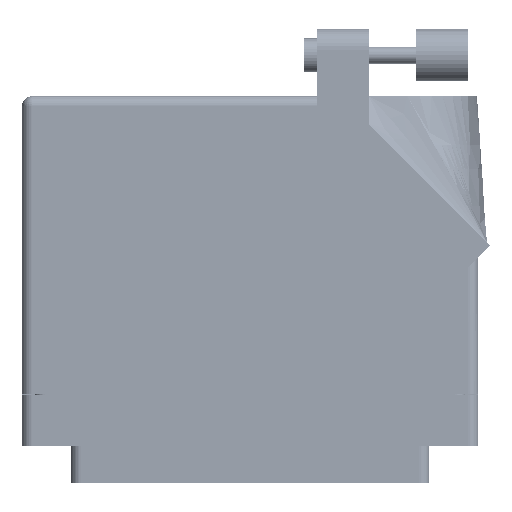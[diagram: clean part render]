
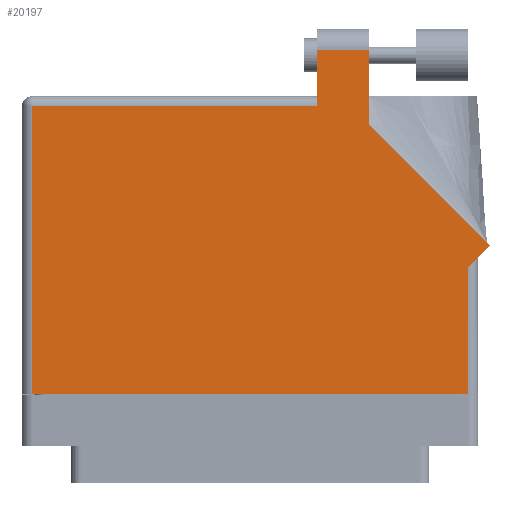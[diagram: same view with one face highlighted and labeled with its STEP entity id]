
A CAD part, front view. The second image highlights one B-rep face of the part: STEP entity #20197.
In plain terms, the highlighted face is planar.
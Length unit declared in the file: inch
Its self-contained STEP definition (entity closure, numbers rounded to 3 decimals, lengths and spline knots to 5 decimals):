
#113 = VERTEX_POINT ( 'NONE', #38245 ) ;
#381 = DIRECTION ( 'NONE',  ( 0., 1., 0. ) ) ;
#655 = DIRECTION ( 'NONE',  ( -1., 0., 0. ) ) ;
#1730 = DIRECTION ( 'NONE',  ( 0., -1., 0. ) ) ;
#2542 = LINE ( 'NONE', #63922, #72955 ) ;
#3574 = CARTESIAN_POINT ( 'NONE',  ( 0.399, 1.613, 0.617 ) ) ;
#3656 = LINE ( 'NONE', #50916, #23278 ) ;
#5150 = ORIENTED_EDGE ( 'NONE', *, *, #71214, .T. ) ;
#5233 = CARTESIAN_POINT ( 'NONE',  ( 0.706, 1.50942, 0.617 ) ) ;
#5509 = ORIENTED_EDGE ( 'NONE', *, *, #20842, .T. ) ;
#7267 = ORIENTED_EDGE ( 'NONE', *, *, #56386, .T. ) ;
#8261 = CARTESIAN_POINT ( 'NONE',  ( -1.359, 1.675, 0.617 ) ) ;
#8605 = VERTEX_POINT ( 'NONE', #50368 ) ;
#9072 = VECTOR ( 'NONE', #381, 39.37008 ) ;
#10023 = LINE ( 'NONE', #34964, #9072 ) ;
#10783 = EDGE_CURVE ( 'NONE', #69991, #61612, #2542, .T. ) ;
#11398 = DIRECTION ( 'NONE',  ( -0.707, 0.707, 0. ) ) ;
#11402 = CARTESIAN_POINT ( 'NONE',  ( -1.297, -0.1, 0.617 ) ) ;
#11560 = VECTOR ( 'NONE', #44523, 39.37008 ) ;
#11751 = CARTESIAN_POINT ( 'NONE',  ( 1.359, 0.715, 0.617 ) ) ;
#12538 = PLANE ( 'NONE',  #34486 ) ;
#13539 = DIRECTION ( 'NONE',  ( 0., 0., -1. ) ) ;
#13690 = EDGE_CURVE ( 'NONE', #42001, #113, #43176, .T. ) ;
#15336 = EDGE_CURVE ( 'NONE', #113, #8605, #10023, .T. ) ;
#15563 = ORIENTED_EDGE ( 'NONE', *, *, #15336, .T. ) ;
#18131 = CARTESIAN_POINT ( 'NONE',  ( -1.359, 1.613, 0.617 ) ) ;
#20197 = ADVANCED_FACE ( 'NONE', ( #27677 ), #12538, .F. ) ;
#20842 = EDGE_CURVE ( 'NONE', #8605, #73882, #34707, .T. ) ;
#22603 = DIRECTION ( 'NONE',  ( 0., -1., 0. ) ) ;
#23278 = VECTOR ( 'NONE', #11398, 39.37008 ) ;
#25186 = LINE ( 'NONE', #18131, #40242 ) ;
#26163 = EDGE_CURVE ( 'NONE', #53378, #42001, #32601, .T. ) ;
#27677 = FACE_OUTER_BOUND ( 'NONE', #65025, .T. ) ;
#29948 = EDGE_CURVE ( 'NONE', #61612, #54857, #58850, .T. ) ;
#32601 = LINE ( 'NONE', #11402, #47734 ) ;
#34486 = AXIS2_PLACEMENT_3D ( 'NONE', #8261, #13539, #37374 ) ;
#34707 = LINE ( 'NONE', #11751, #72200 ) ;
#34964 = CARTESIAN_POINT ( 'NONE',  ( 1.297, 0.715, 0.617 ) ) ;
#37248 = CARTESIAN_POINT ( 'NONE',  ( 1.42971, 0.78571, 0.617 ) ) ;
#37374 = DIRECTION ( 'NONE',  ( -1., 0., 0. ) ) ;
#38245 = CARTESIAN_POINT ( 'NONE',  ( 1.297, -0.1, 0.617 ) ) ;
#40242 = VECTOR ( 'NONE', #40960, 39.37008 ) ;
#40288 = DIRECTION ( 'NONE',  ( 0.707, 0.707, 0. ) ) ;
#40960 = DIRECTION ( 'NONE',  ( -1., 0., 0. ) ) ;
#41959 = ORIENTED_EDGE ( 'NONE', *, *, #26163, .T. ) ;
#42001 = VERTEX_POINT ( 'NONE', #42557 ) ;
#42413 = ORIENTED_EDGE ( 'NONE', *, *, #53745, .T. ) ;
#42557 = CARTESIAN_POINT ( 'NONE',  ( -1.297, -0.1, 0.617 ) ) ;
#42751 = VECTOR ( 'NONE', #1730, 39.37008 ) ;
#43176 = LINE ( 'NONE', #51392, #69095 ) ;
#44523 = DIRECTION ( 'NONE',  ( 0., 1., 0. ) ) ;
#47734 = VECTOR ( 'NONE', #22603, 39.37008 ) ;
#48118 = ORIENTED_EDGE ( 'NONE', *, *, #13690, .T. ) ;
#48160 = CARTESIAN_POINT ( 'NONE',  ( 0.399, 1.675, 0.617 ) ) ;
#48400 = ORIENTED_EDGE ( 'NONE', *, *, #10783, .T. ) ;
#50368 = CARTESIAN_POINT ( 'NONE',  ( 1.297, 0.653, 0.617 ) ) ;
#50386 = DIRECTION ( 'NONE',  ( 1., 0., 0. ) ) ;
#50916 = CARTESIAN_POINT ( 'NONE',  ( 1.42971, 0.78571, 0.617 ) ) ;
#51392 = CARTESIAN_POINT ( 'NONE',  ( -1.359, -0.1, 0.617 ) ) ;
#53378 = VERTEX_POINT ( 'NONE', #63491 ) ;
#53530 = VERTEX_POINT ( 'NONE', #59993 ) ;
#53745 = EDGE_CURVE ( 'NONE', #73882, #53530, #3656, .T. ) ;
#54857 = VERTEX_POINT ( 'NONE', #3574 ) ;
#56386 = EDGE_CURVE ( 'NONE', #53530, #69991, #69406, .T. ) ;
#57736 = CARTESIAN_POINT ( 'NONE',  ( 0.706, 1.95, 0.617 ) ) ;
#58850 = LINE ( 'NONE', #48160, #42751 ) ;
#59993 = CARTESIAN_POINT ( 'NONE',  ( 0.706, 1.50942, 0.617 ) ) ;
#61612 = VERTEX_POINT ( 'NONE', #65859 ) ;
#63491 = CARTESIAN_POINT ( 'NONE',  ( -1.297, 1.613, 0.617 ) ) ;
#63922 = CARTESIAN_POINT ( 'NONE',  ( 0.399, 1.95, 0.617 ) ) ;
#64255 = ORIENTED_EDGE ( 'NONE', *, *, #29948, .T. ) ;
#65025 = EDGE_LOOP ( 'NONE', ( #7267, #48400, #64255, #5150, #41959, #48118, #15563, #5509, #42413 ) ) ;
#65859 = CARTESIAN_POINT ( 'NONE',  ( 0.399, 1.95, 0.617 ) ) ;
#69095 = VECTOR ( 'NONE', #50386, 39.37008 ) ;
#69406 = LINE ( 'NONE', #5233, #11560 ) ;
#69991 = VERTEX_POINT ( 'NONE', #57736 ) ;
#71214 = EDGE_CURVE ( 'NONE', #54857, #53378, #25186, .T. ) ;
#72200 = VECTOR ( 'NONE', #40288, 39.37008 ) ;
#72955 = VECTOR ( 'NONE', #655, 39.37008 ) ;
#73882 = VERTEX_POINT ( 'NONE', #37248 ) ;
